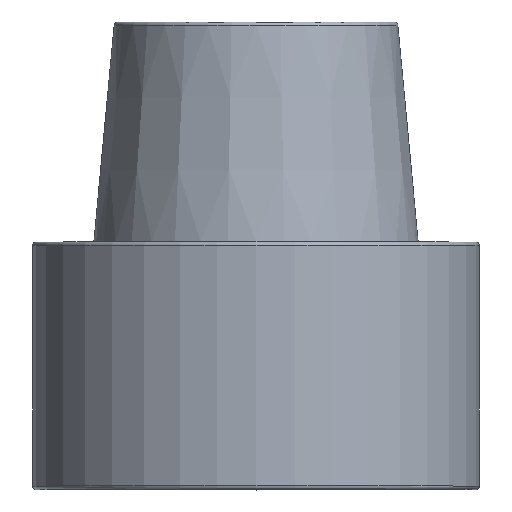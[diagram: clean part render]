
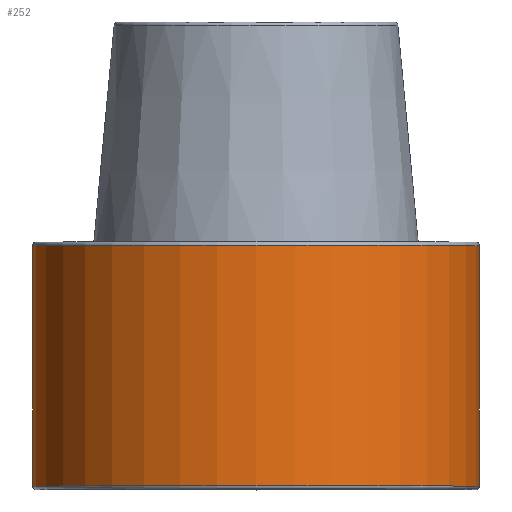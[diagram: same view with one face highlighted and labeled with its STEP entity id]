
A CAD part, top view. The second image highlights one B-rep face of the part: STEP entity #252.
In plain terms, the highlighted cylindrical face has radius 16.25 mm (diameter 32.5 mm), a full revolution.
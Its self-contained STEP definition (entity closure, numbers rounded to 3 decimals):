
#28=FACE_OUTER_BOUND('',#41,.T.);
#41=EDGE_LOOP('',(#163,#164,#165,#166,#167,#168,#169,#170));
#58=LINE('',#424,#64);
#64=VECTOR('',#330,16.25);
#70=CIRCLE('',#280,16.25);
#71=CIRCLE('',#281,16.25);
#72=CIRCLE('',#282,16.25);
#73=CIRCLE('',#283,16.25);
#74=CIRCLE('',#284,16.25);
#75=CIRCLE('',#285,16.25);
#100=VERTEX_POINT('',#418);
#101=VERTEX_POINT('',#419);
#102=VERTEX_POINT('',#421);
#103=VERTEX_POINT('',#423);
#104=VERTEX_POINT('',#425);
#105=VERTEX_POINT('',#427);
#127=EDGE_CURVE('',#100,#101,#70,.T.);
#128=EDGE_CURVE('',#102,#100,#71,.T.);
#129=EDGE_CURVE('',#102,#103,#58,.T.);
#130=EDGE_CURVE('',#103,#104,#72,.T.);
#131=EDGE_CURVE('',#104,#105,#73,.T.);
#132=EDGE_CURVE('',#105,#103,#74,.T.);
#133=EDGE_CURVE('',#101,#102,#75,.T.);
#163=ORIENTED_EDGE('',*,*,#127,.F.);
#164=ORIENTED_EDGE('',*,*,#128,.F.);
#165=ORIENTED_EDGE('',*,*,#129,.T.);
#166=ORIENTED_EDGE('',*,*,#130,.T.);
#167=ORIENTED_EDGE('',*,*,#131,.T.);
#168=ORIENTED_EDGE('',*,*,#132,.T.);
#169=ORIENTED_EDGE('',*,*,#129,.F.);
#170=ORIENTED_EDGE('',*,*,#133,.F.);
#235=CYLINDRICAL_SURFACE('',#279,16.25);
#252=ADVANCED_FACE('',(#28),#235,.T.);
#279=AXIS2_PLACEMENT_3D('',#417,#324,#325);
#280=AXIS2_PLACEMENT_3D('',#420,#326,#327);
#281=AXIS2_PLACEMENT_3D('',#422,#328,#329);
#282=AXIS2_PLACEMENT_3D('',#426,#331,#332);
#283=AXIS2_PLACEMENT_3D('',#428,#333,#334);
#284=AXIS2_PLACEMENT_3D('',#429,#335,#336);
#285=AXIS2_PLACEMENT_3D('',#430,#337,#338);
#324=DIRECTION('center_axis',(0.,1.,0.));
#325=DIRECTION('ref_axis',(1.,0.,0.));
#326=DIRECTION('center_axis',(0.,1.,0.));
#327=DIRECTION('ref_axis',(1.,0.,0.));
#328=DIRECTION('center_axis',(0.,1.,0.));
#329=DIRECTION('ref_axis',(1.,0.,0.));
#330=DIRECTION('',(0.,-1.,0.));
#331=DIRECTION('center_axis',(0.,1.,0.));
#332=DIRECTION('ref_axis',(-1.,0.,0.));
#333=DIRECTION('center_axis',(0.,1.,0.));
#334=DIRECTION('ref_axis',(-1.,0.,0.));
#335=DIRECTION('center_axis',(0.,1.,0.));
#336=DIRECTION('ref_axis',(-1.,0.,0.));
#337=DIRECTION('center_axis',(0.,1.,0.));
#338=DIRECTION('ref_axis',(1.,0.,0.));
#417=CARTESIAN_POINT('Origin',(0.,17.,0.));
#418=CARTESIAN_POINT('',(16.25,17.75,0.));
#419=CARTESIAN_POINT('',(-14.073,17.75,-8.125));
#420=CARTESIAN_POINT('Origin',(0.,17.75,0.));
#421=CARTESIAN_POINT('',(-16.25,17.75,0.));
#422=CARTESIAN_POINT('Origin',(0.,17.75,0.));
#423=CARTESIAN_POINT('',(-16.25,0.25,0.));
#424=CARTESIAN_POINT('',(-16.25,17.,0.));
#425=CARTESIAN_POINT('',(16.25,0.25,0.));
#426=CARTESIAN_POINT('Origin',(0.,0.25,0.));
#427=CARTESIAN_POINT('',(-14.073,0.25,-8.125));
#428=CARTESIAN_POINT('Origin',(0.,0.25,0.));
#429=CARTESIAN_POINT('Origin',(0.,0.25,0.));
#430=CARTESIAN_POINT('Origin',(0.,17.75,0.));
